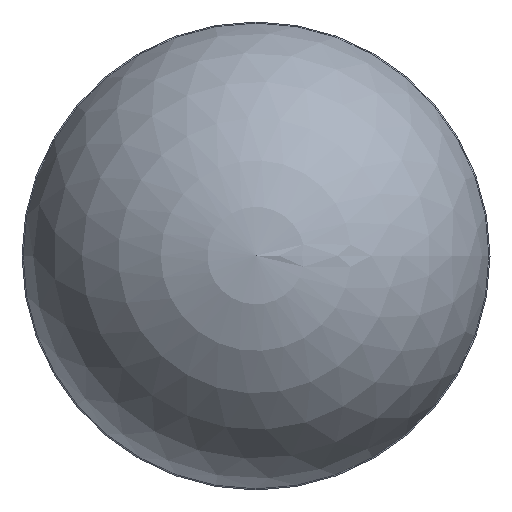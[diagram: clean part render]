
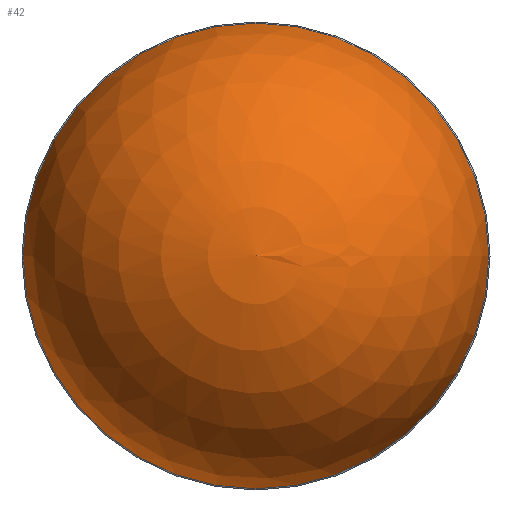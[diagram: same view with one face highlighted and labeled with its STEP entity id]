
A CAD part, top view. The second image highlights one B-rep face of the part: STEP entity #42.
In plain terms, the highlighted spherical face has radius 20.5 mm.
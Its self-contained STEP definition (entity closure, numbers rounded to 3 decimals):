
#42 = ADVANCED_FACE( '', ( #85 ), #86, .T. );
#85 = FACE_OUTER_BOUND( '', #123, .T. );
#86 = SPHERICAL_SURFACE( '', #124, 20.5 );
#123 = EDGE_LOOP( '', ( #165 ) );
#124 = AXIS2_PLACEMENT_3D( '', #166, #167, #168 );
#165 = ORIENTED_EDGE( '', *, *, #189, .F. );
#166 = CARTESIAN_POINT( '', ( 0., 0., 18.5 ) );
#167 = DIRECTION( '', ( 0., 0., 1. ) );
#168 = DIRECTION( '', ( 1., 0., 0. ) );
#189 = EDGE_CURVE( '', #208, #208, #209, .F. );
#208 = VERTEX_POINT( '', #230 );
#209 = CIRCLE( '', #231, 20.393 );
#230 = CARTESIAN_POINT( '', ( 20.393, 0., 20.593 ) );
#231 = AXIS2_PLACEMENT_3D( '', #253, #254, #255 );
#253 = CARTESIAN_POINT( '', ( 0., 0., 20.593 ) );
#254 = DIRECTION( '', ( 0., 0., 1. ) );
#255 = DIRECTION( '', ( 1., 0., 0. ) );
